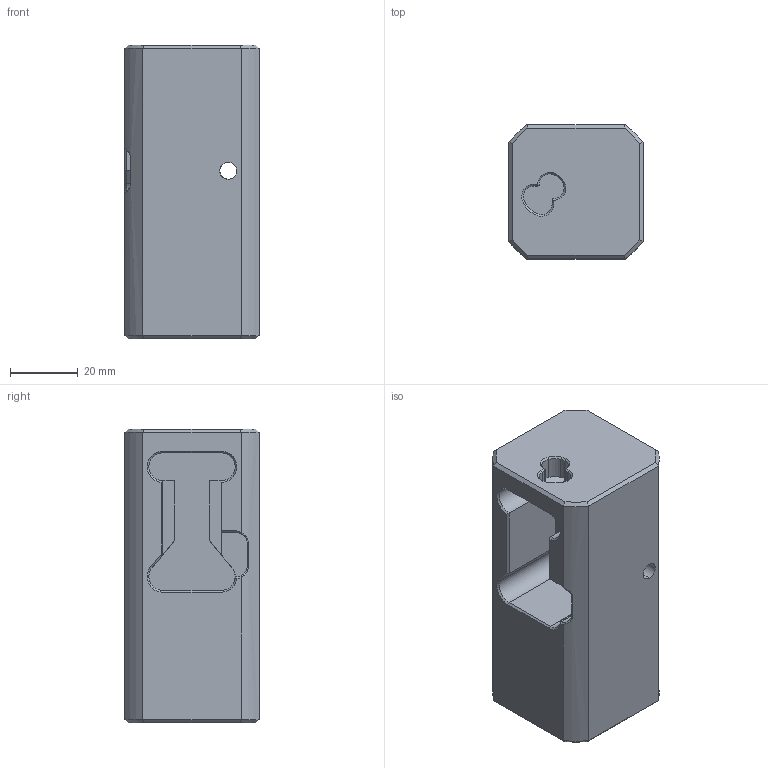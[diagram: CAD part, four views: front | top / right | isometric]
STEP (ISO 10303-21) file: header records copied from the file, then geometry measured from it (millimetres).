
FILE_DESCRIPTION (( 'STEP AP214' ), '1' );
FILE_NAME ('SP-Lockbox-Lock-v.05.STEP', '2022-09-20T09:47:39', ( '' ), ( '' ), 'SwSTEP 2.0', 'SolidWorks 2019', '' );
FILE_SCHEMA (( 'AUTOMOTIVE_DESIGN' ));
Length unit declared in the file: millimetre
Products named in the file (1): SP-Lockbox-Lock-v.05
Bounding box: 39.5 x 39.5 x 86.5 mm (x, y, z)
Volume: 100294.9 mm3; surface area: 21311 mm2
Topology: 1 solids, 1 shells, 110 faces, 272 edges, 160 vertices
Faces by surface type: plane 43, cone 36, cylinder 29, bspline 2
Entity records: 3635 total; most frequent: CARTESIAN_POINT 1003, DIRECTION 535, ORIENTED_EDGE 532, EDGE_CURVE 266, AXIS2_PLACEMENT_3D 196, VERTEX_POINT 160, VECTOR 143, LINE 143
